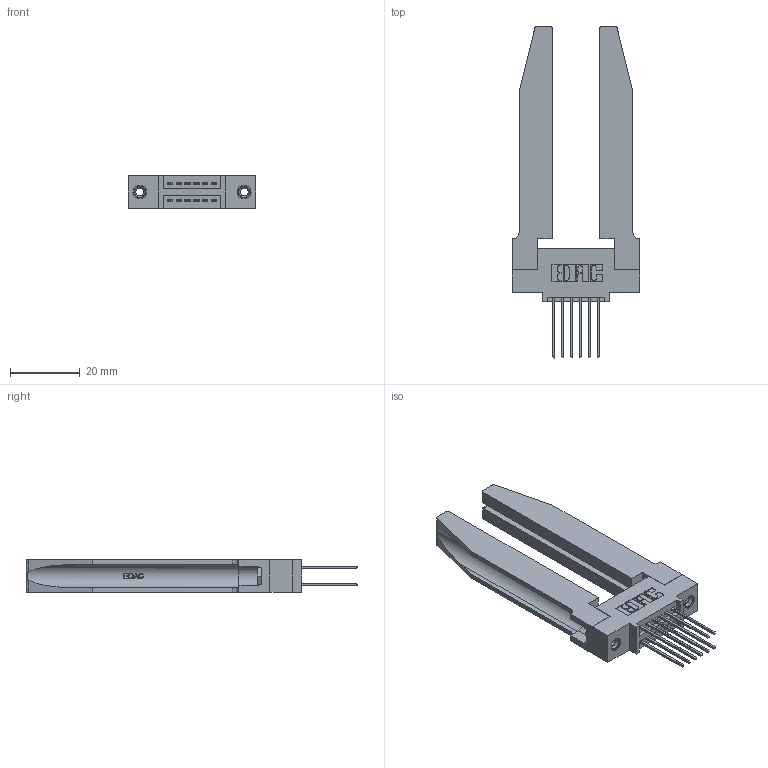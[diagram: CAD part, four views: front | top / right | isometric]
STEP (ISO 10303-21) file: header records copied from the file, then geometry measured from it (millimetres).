
FILE_DESCRIPTION (( 'STEP AP203' ), '1' );
FILE_NAME ('345-012-542-578.STEP', '2019-10-26T16:22:08', ( '' ), ( '' ), 'SwSTEP 2.0', 'SolidWorks 2016', '' );
FILE_SCHEMA (( 'CONFIG_CONTROL_DESIGN' ));
Length unit declared in the file: inch
Products named in the file (5): 345-220-078_345-220-078; 345-250-001_345-250-001-102; 345-292-001_345-293-142; 345 Part_0.110 Offset - 0.156 Dia-TH; 345-012-542-578
Assembly tree (17 placements, depth 2):
  345-012-542-578
    345 Part_0.110 Offset - 0.156 Dia-TH
    345-292-001_345-293-142  x12
    345-250-001_345-250-001-102  x2
    345-220-078_345-220-078  x2
Bounding box: 36.47 x 95.05 x 9.4 mm (x, y, z)
Volume: 10962 mm3; surface area: 11213.1 mm2
Topology: 17 solids, 17 shells, 964 faces, 2749 edges, 1806 vertices
Faces by surface type: plane 622, cylinder 290, bspline 36, cone 12, torus 4
Entity records: 14444 total; most frequent: CARTESIAN_POINT 3375, ORIENTED_EDGE 2206, DIRECTION 2013, EDGE_CURVE 1103, VECTOR 853, LINE 853, VERTEX_POINT 728, AXIS2_PLACEMENT_3D 580
